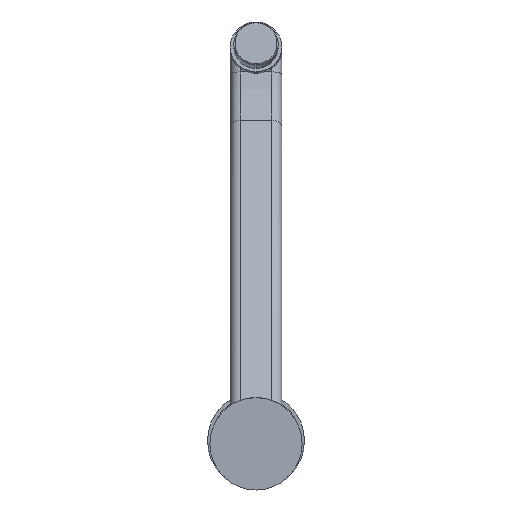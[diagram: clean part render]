
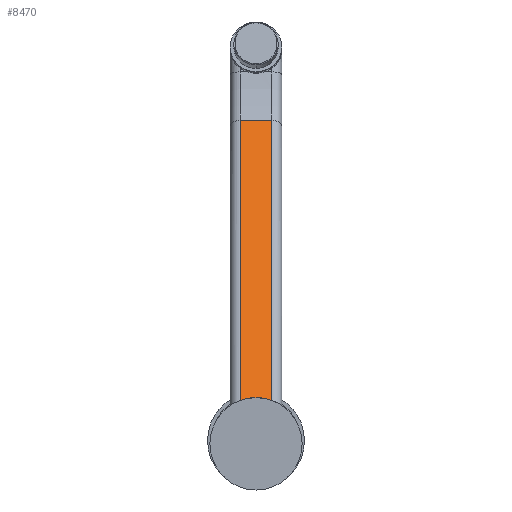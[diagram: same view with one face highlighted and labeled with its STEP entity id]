
A CAD part, front view. The second image highlights one B-rep face of the part: STEP entity #8470.
In plain terms, the highlighted planar face has unit normal (0, -0.75, 0.661).
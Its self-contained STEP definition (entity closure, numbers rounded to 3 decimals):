
#2765=DIRECTION('',(0.,0.662,0.75));
#2766=VECTOR('',#2765,202.385);
#2767=CARTESIAN_POINT('',(8.5,13.885,23.511));
#2768=LINE('',#2767,#2766);
#2769=CARTESIAN_POINT('',(8.5,13.885,23.511));
#2770=CARTESIAN_POINT('',(7.083,14.337,24.023));
#2771=CARTESIAN_POINT('',(4.25,14.988,24.761));
#2772=CARTESIAN_POINT('',(0.,15.305,
25.12));
#2773=CARTESIAN_POINT('',(-4.25,14.988,24.761));
#2774=CARTESIAN_POINT('',(-7.083,14.337,24.023));
#2775=CARTESIAN_POINT('',(-8.5,13.885,23.511));
#2777=DIRECTION('',(0.,0.662,0.75));
#2778=VECTOR('',#2777,202.385);
#2779=CARTESIAN_POINT('',(-8.5,13.885,23.511));
#2780=LINE('',#2779,#2778);
#2781=CARTESIAN_POINT('',(-8.5,13.885,23.511));
#2883=DIRECTION('',(1.,0.,0.));
#2884=VECTOR('',#2883,17.);
#2885=CARTESIAN_POINT('',(-8.5,147.767,175.284));
#2886=LINE('',#2885,#2884);
#3814=CARTESIAN_POINT('',(-8.5,147.767,175.284));
#3815=VERTEX_POINT('',#3814);
#3816=CARTESIAN_POINT('',(8.5,147.767,175.284));
#3817=VERTEX_POINT('',#3816);
#3887=VERTEX_POINT('',#2781);
#3888=VERTEX_POINT('',#2769);
#8457=CARTESIAN_POINT('',(-8.5,6.344,14.961));
#8458=DIRECTION('',(0.,-0.75,0.662));
#8459=DIRECTION('',(1.,0.,0.));
#8460=AXIS2_PLACEMENT_3D('',#8457,#8458,#8459);
#8461=PLANE('',#8460);
#8462=ORIENTED_EDGE('',*,*,#5047,.T.);
#8464=ORIENTED_EDGE('',*,*,#8463,.T.);
#8466=ORIENTED_EDGE('',*,*,#8465,.T.);
#8467=ORIENTED_EDGE('',*,*,#8442,.F.);
#8468=EDGE_LOOP('',(#8462,#8464,#8466,#8467));
#8469=FACE_OUTER_BOUND('',#8468,.F.);
#8470=ADVANCED_FACE('',(#8469),#8461,.T.);
#2776=B_SPLINE_CURVE_WITH_KNOTS('',3,(#2769,#2770,#2771,#2772,#2773,#2774,
#2775),.UNSPECIFIED.,.F.,.F.,(4,1,1,1,4),(0.,0.25,0.5,0.75,1.),
.UNSPECIFIED.);
#5047=EDGE_CURVE('',#3888,#3887,#2776,.T.);
#8442=EDGE_CURVE('',#3888,#3817,#2768,.T.);
#8463=EDGE_CURVE('',#3887,#3815,#2780,.T.);
#8465=EDGE_CURVE('',#3815,#3817,#2886,.T.);
